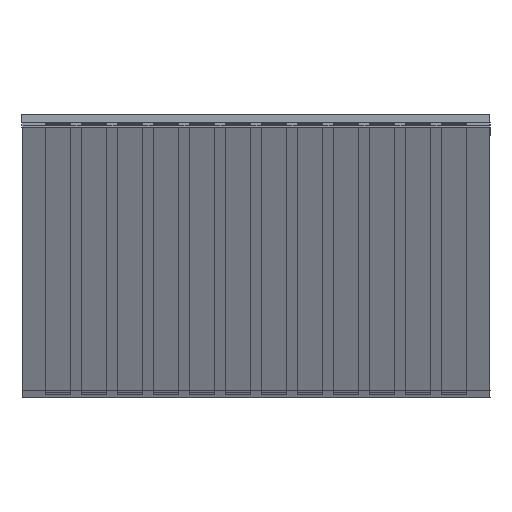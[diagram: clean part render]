
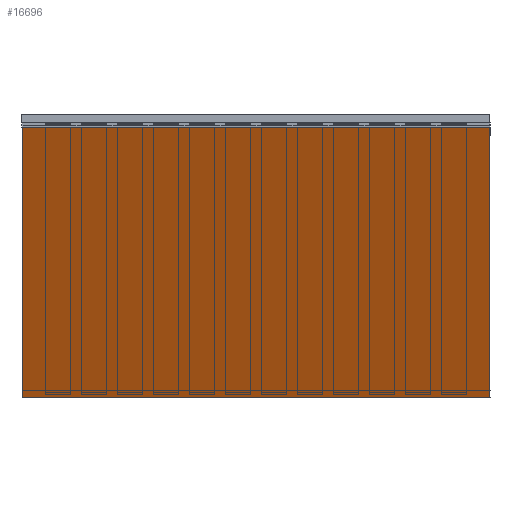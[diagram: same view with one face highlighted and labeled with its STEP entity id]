
A CAD part, left-side view. The second image highlights one B-rep face of the part: STEP entity #16696.
In plain terms, the highlighted planar face has unit normal (-0.909, 0, -0.416).
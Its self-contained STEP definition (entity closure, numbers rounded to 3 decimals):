
#621=ORIENTED_EDGE('',*,*,#3980,.F.);
#622=ORIENTED_EDGE('',*,*,#4170,.F.);
#623=ORIENTED_EDGE('',*,*,#3974,.T.);
#624=ORIENTED_EDGE('',*,*,#4171,.T.);
#3974=EDGE_CURVE('',#5802,#5801,#7022,.T.);
#3980=EDGE_CURVE('',#5806,#5807,#7028,.T.);
#4170=EDGE_CURVE('',#5802,#5806,#7218,.T.);
#4171=EDGE_CURVE('',#5801,#5807,#7219,.T.);
#5801=VERTEX_POINT('',#21287);
#5802=VERTEX_POINT('',#21289);
#5806=VERTEX_POINT('',#21299);
#5807=VERTEX_POINT('',#21301);
#7022=LINE('',#21288,#8862);
#7028=LINE('',#21300,#8868);
#7218=LINE('',#21654,#9058);
#7219=LINE('',#21656,#9059);
#8862=VECTOR('',#18085,1000.);
#8868=VECTOR('',#18093,1000.);
#9058=VECTOR('',#18367,1000.);
#9059=VECTOR('',#18370,1000.);
#10593=EDGE_LOOP('',(#621,#622,#623,#624));
#11203=FACE_BOUND('',#10593,.T.);
#11813=PLANE('',#17313);
#16696=ADVANCED_FACE('',(#11203),#11813,.T.);
#17313=AXIS2_PLACEMENT_3D('',#21655,#18368,#18369);
#18085=DIRECTION('',(0.416,0.,-0.909));
#18093=DIRECTION('',(0.416,0.,-0.909));
#18367=DIRECTION('',(0.,-1.,0.));
#18368=DIRECTION('',(-0.909,0.,-0.416));
#18369=DIRECTION('',(-0.416,0.,0.909));
#18370=DIRECTION('',(0.,-1.,0.));
#21287=CARTESIAN_POINT('',(38.34,13.,-7.58));
#21288=CARTESIAN_POINT('',(38.34,13.,-7.58));
#21289=CARTESIAN_POINT('',(34.902,13.,-0.075));
#21299=CARTESIAN_POINT('',(34.902,0.,-0.075));
#21300=CARTESIAN_POINT('',(38.34,0.,-7.58));
#21301=CARTESIAN_POINT('',(38.34,0.,-7.58));
#21654=CARTESIAN_POINT('',(34.902,13.,-0.075));
#21655=CARTESIAN_POINT('',(38.34,13.,-7.58));
#21656=CARTESIAN_POINT('',(38.34,13.,-7.58));
